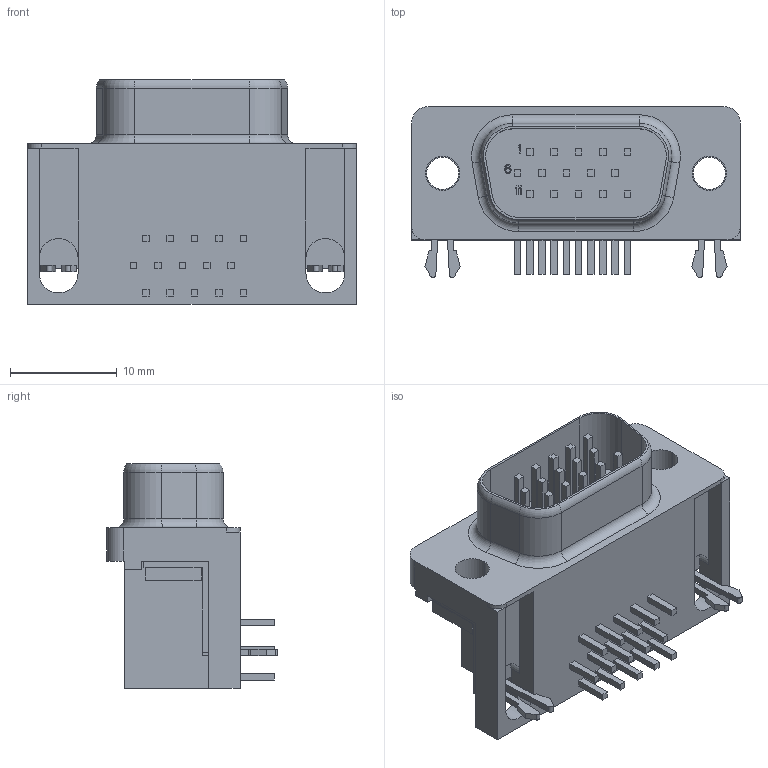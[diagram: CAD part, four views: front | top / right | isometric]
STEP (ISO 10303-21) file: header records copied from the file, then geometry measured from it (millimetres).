
FILE_DESCRIPTION((''),'2;1');
FILE_NAME('C-5749767-1','2009-05-09T',('workeradm'),('Tyco Electronics Corporation'),'PRO/ENGINEER BY PARAMETRIC TECHNOLOGY CORPORATION, 2007390','PRO/ENGINEER BY PARAMETRIC TECHNOLOGY CORPORATION, 2007390','');
FILE_SCHEMA(('AUTOMOTIVE_DESIGN { 1 0 10303 214 1 1 1 1 }'));
Length unit declared in the file: millimetre
Products named in the file (1): C-5749767-1
Bounding box: 30.81 x 16 x 21.06 mm (x, y, z)
Volume: 4057.4 mm3; surface area: 3268.3 mm2
Topology: 1 solids, 1 shells, 390 faces, 1025 edges, 674 vertices
Faces by surface type: plane 342, cylinder 40, torus 8
Entity records: 11928 total; most frequent: CARTESIAN_POINT 2090, ORIENTED_EDGE 2050, DIRECTION 1893, EDGE_CURVE 1025, VECTOR 937, LINE 937, VERTEX_POINT 674, AXIS2_PLACEMENT_3D 478
